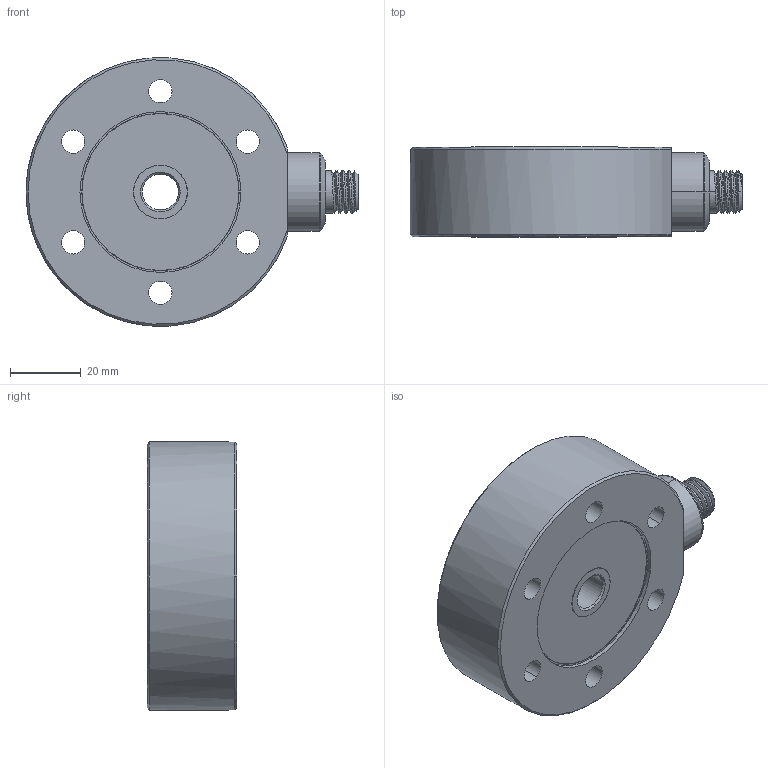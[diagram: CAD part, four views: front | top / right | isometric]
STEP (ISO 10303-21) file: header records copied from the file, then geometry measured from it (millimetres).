
FILE_DESCRIPTION (( 'STEP AP214' ), '1' );
FILE_NAME ('CLP.STEP', '2020-04-17T08:52:12', ( '' ), ( '' ), 'SwSTEP 2.0', 'SolidWorks 2011', '' );
FILE_SCHEMA (( 'AUTOMOTIVE_DESIGN' ));
Length unit declared in the file: millimetre
Products named in the file (5): CLP; MMACH-A005641; MMACH-A005642; Copy of M12 Weld Connector^AN1016,17,18,19 & 20; MMACH-A005646
Assembly tree (5 placements, depth 2):
  CLP
    Copy of M12 Weld Connector^AN1016,17,18,19 & 20
    MMACH-A005641
    MMACH-A005642  x2
    MMACH-A005646
Bounding box: 94.1 x 25.4 x 76.12 mm (x, y, z)
Volume: 103793.7 mm3; surface area: 28521.9 mm2
Topology: 5 solids, 5 shells, 167 faces, 362 edges, 233 vertices
Faces by surface type: cylinder 95, plane 42, cone 17, torus 10, bspline 3
Entity records: 7312 total; most frequent: CARTESIAN_POINT 3004, DIRECTION 858, ORIENTED_EDGE 700, AXIS2_PLACEMENT_3D 370, EDGE_CURVE 350, VERTEX_POINT 225, EDGE_LOOP 207, CIRCLE 204
